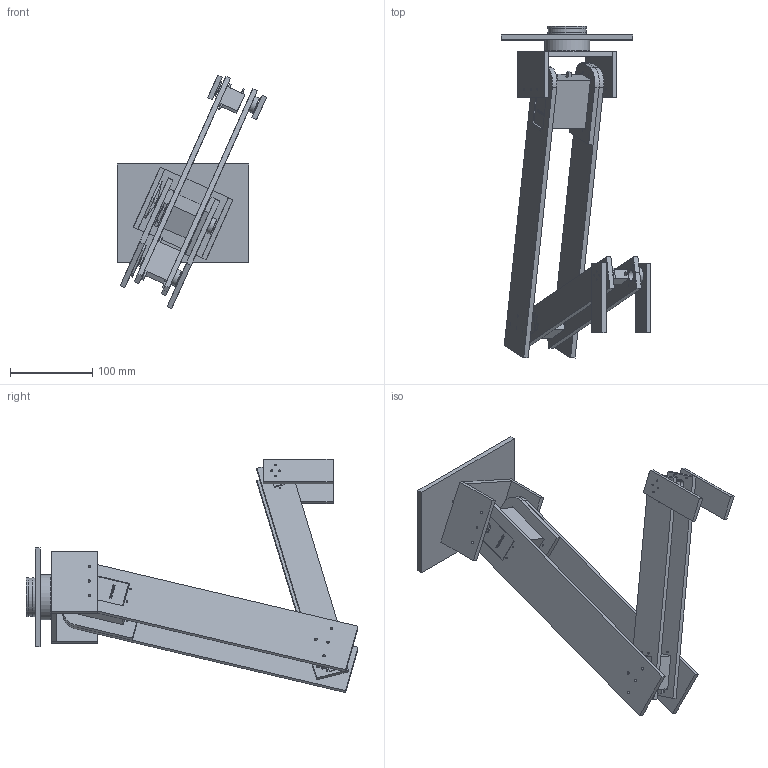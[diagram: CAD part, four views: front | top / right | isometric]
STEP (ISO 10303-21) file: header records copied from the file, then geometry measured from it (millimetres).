
FILE_DESCRIPTION((''),'2;1');
FILE_NAME('arm.stp','2014-10-12T21:55:55',('Masta'),(''),'Autodesk Inventor 2013','Autodesk Inventor 2013','');
FILE_SCHEMA(('AUTOMOTIVE_DESIGN { 1 0 10303 214 1 1 1 1 }'));
Length unit declared in the file: millimetre
Products named in the file (24): arm; segment1; segment1a; servo 33kg TGY-S8166M; servo arm BMS-630MG tripple; segment1b; segment1c; Bearing 699ZZ - 9x20x6mm; segment2; servo 13kg BMS-630MG; segment2a; serwo 2.8kg DS939HV; segment2b; segment0; servo arm TGY-S8166M double; segment0a; segment0b; segment3; servo arm DS939HV round; segment3a; base; base_plate; Thrust Bearing 51106 - 30x47x11mm; Bearing 6006 ZZ - 30x55x13mm
Assembly tree (27 placements, depth 3):
  arm
    segment1
      segment1a
      servo 33kg TGY-S8166M
      servo arm BMS-630MG tripple
      segment1b
      segment1c
      Bearing 699ZZ - 9x20x6mm
    segment2
      servo 13kg BMS-630MG
      segment2a
      serwo 2.8kg DS939HV
      Bearing 699ZZ - 9x20x6mm  x2
      segment2b
    segment0
      servo arm TGY-S8166M double
      segment0a  x2
      segment0b
    segment3
      servo arm DS939HV round
      segment3a  x2
    base
      base_plate
      Thrust Bearing 51106 - 30x47x11mm
      Bearing 6006 ZZ - 30x55x13mm
Bounding box: 181.47 x 403.99 x 283.95 mm (x, y, z)
Volume: 806341.2 mm3; surface area: 288947.1 mm2
Topology: 22 solids, 22 shells, 905 faces, 2402 edges, 1617 vertices
Faces by surface type: plane 471, bspline 263, cylinder 168, cone 3
Full cylindrical faces by diameter (mm): 1 x6, 1.5 x12, 2 x39, 2.459 x3, 2.5 x9, 3 x20, 4.8 x1, 5 x2, 5.5 x1, 6 x2, 6.3 x1, 7 x4, 8.5 x1, 9 x3, 10.5 x2, 12 x7, 14 x1, 15 x1, 17 x6, 20 x4, 28 x1, 30 x3, 31 x1, 36 x2, 40 x1, 46 x1, 47 x2, 49 x2, 55 x1
Entity records: 29070 total; most frequent: CARTESIAN_POINT 8738, ORIENTED_EDGE 4252, DIRECTION 3205, EDGE_CURVE 2126, VERTEX_POINT 1491, VECTOR 1295, LINE 1295, EDGE_LOOP 1233
